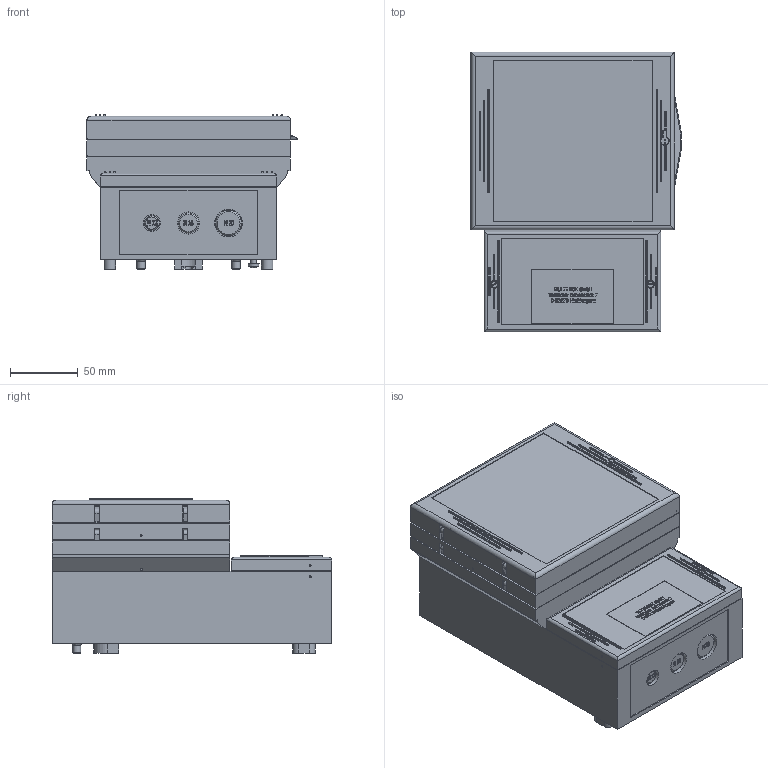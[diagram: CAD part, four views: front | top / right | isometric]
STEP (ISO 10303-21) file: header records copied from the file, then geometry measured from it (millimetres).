
FILE_DESCRIPTION((''),'2;1');
FILE_NAME('MB05-X20-mbrca13+Folie-KD+Klarsicht.stp','2009-12-09T10:03:55',('marcel.johanning'),(''),'Autodesk Inventor 2010','Autodesk Inventor 2010','');
FILE_SCHEMA(('AUTOMOTIVE_DESIGN { 1 0 10303 214 1 1 1 1 }'));
Length unit declared in the file: millimetre
Products named in the file (19): MB05-X20-mbrca13+Folie-KD+Klarsicht; MB05-X20-Grundaufbau; mbrca13-New-UT; Deckel-Anschlussraum; Stopfen GPN910-2179; DIN 7964 A  M3 x 16; Gewinde Dübel M3; 231-Adapterecke-X01; Flachkopfblechschraube mit Kreuzschlitz - Form AB - Typ I - Metrisch 4.2 x 1.4 x 8; MB05-Z12-Gelenk3-li; MB05-Z12-Gelenk3; mbrca13-Deckel-kundenspez; Verriegelungsclip 20; Mb05-Z08-Gelenk; Klarsichthaube-mbrca13; DIN EN ISO 7045  H  M2.5 x 6 - 4.8 - H; Lagerplatte-Gelenk; Schloss-d6; Aufkleber
Assembly tree (40 placements, depth 3):
  MB05-X20-mbrca13+Folie-KD+Klarsicht
    MB05-X20-Grundaufbau
      mbrca13-New-UT
      Deckel-Anschlussraum
      Stopfen GPN910-2179
      DIN 7964 A  M3 x 16  x2
      Gewinde Dübel M3  x6
      231-Adapterecke-X01  x4
      Flachkopfblechschraube mit Kreuzschlitz - Form AB - Typ I - Metrisch 4.2 x 1.4 x 8
    MB05-Z12-Gelenk3-li
    MB05-Z12-Gelenk3
    mbrca13-Deckel-kundenspez
    Verriegelungsclip 20
    Mb05-Z08-Gelenk  x2
    Klarsichthaube-mbrca13
    DIN EN ISO 7045  H  M2.5 x 6 - 4.8 - H  x8
    Lagerplatte-Gelenk  x2
    Schloss-d6
    DIN 7964 A  M3 x 16  x4
    Aufkleber
Bounding box: 155.15 x 206 x 113.75 mm (x, y, z)
Volume: 462612.3 mm3; surface area: 382106.5 mm2
Topology: 39 solids, 39 shells, 3257 faces, 8336 edges, 5432 vertices
Faces by surface type: plane 1570, bspline 878, cylinder 549, cone 194, torus 57, sphere 9
Full cylindrical faces by diameter (mm): 1.5 x1, 2.256 x8, 2.3 x6, 2.5 x8, 2.7 x2, 2.9 x6, 3 x6, 3.9 x6, 4 x2, 4.2 x1, 5 x2, 5.5 x4, 6 x17, 7 x10, 8 x2, 11 x1, 12.4 x1, 13.4 x1, 15 x4, 16.4 x3, 18 x1, 19 x1, 20.4 x1
Entity records: 94307 total; most frequent: CARTESIAN_POINT 28966, ORIENTED_EDGE 13858, DIRECTION 11717, EDGE_CURVE 6929, VERTEX_POINT 4720, VECTOR 4417, LINE 4417, AXIS2_PLACEMENT_3D 3650
